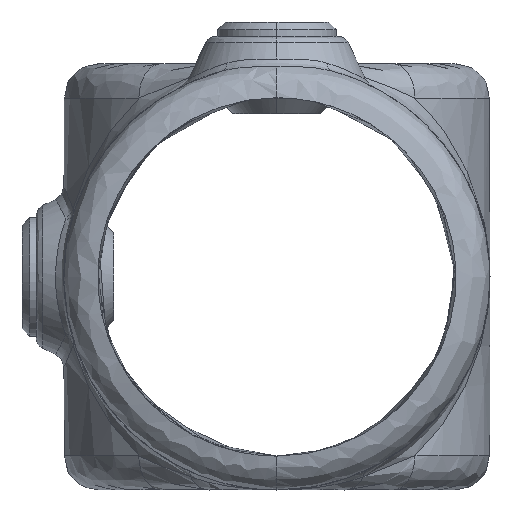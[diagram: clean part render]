
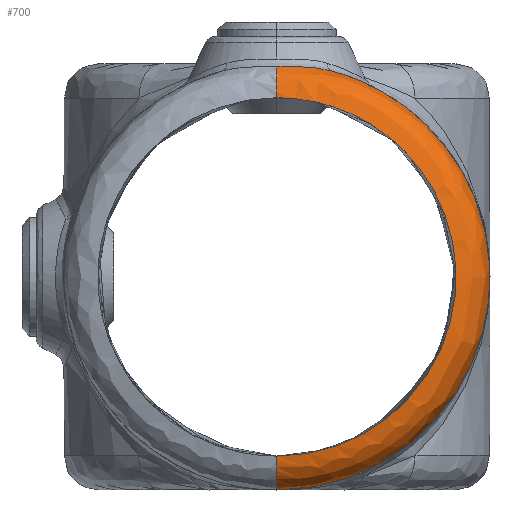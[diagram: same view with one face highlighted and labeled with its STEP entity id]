
A CAD part, left-side view. The second image highlights one B-rep face of the part: STEP entity #700.
In plain terms, the highlighted free-form (B-spline) face has degree [3, 3] with [4, 4] control points.
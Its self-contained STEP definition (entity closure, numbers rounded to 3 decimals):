
#45 =( BOUNDED_CURVE ( )  B_SPLINE_CURVE ( 3, ( #8866, #10081, #5591, #3623 ),
 .UNSPECIFIED., .F., .F. ) 
 B_SPLINE_CURVE_WITH_KNOTS ( ( 4, 4 ),
 ( 0., 1.177 ),
 .UNSPECIFIED. ) 
 CURVE ( )  GEOMETRIC_REPRESENTATION_ITEM ( )  RATIONAL_B_SPLINE_CURVE ( ( 0.957, 0.82, 0.784, 0.852 ) ) 
 REPRESENTATION_ITEM ( '' )  );
#149 = CARTESIAN_POINT ( 'NONE',  ( -63.519, -4.042, 29.098 ) ) ;
#250 = ORIENTED_EDGE ( 'NONE', *, *, #1001, .T. ) ;
#292 = VERTEX_POINT ( 'NONE', #10227 ) ;
#700 = ADVANCED_FACE ( 'NONE', ( #9757 ), #12427, .T. ) ;
#958 = CARTESIAN_POINT ( 'NONE',  ( -66.981, -48.751, -24.376 ) ) ;
#1001 = EDGE_CURVE ( 'NONE', #1046, #2242, #8698, .T. ) ;
#1046 = VERTEX_POINT ( 'NONE', #4691 ) ;
#1160 = CARTESIAN_POINT ( 'NONE',  ( -63.459, -4.274, 29.082 ) ) ;
#1539 = CARTESIAN_POINT ( 'NONE',  ( -64.027, 0., 29.205 ) ) ;
#1571 = CARTESIAN_POINT ( 'NONE',  ( -67., 0., -24.85 ) ) ;
#2242 = VERTEX_POINT ( 'NONE', #1539 ) ;
#2305 = CARTESIAN_POINT ( 'NONE',  ( -63.791, -2.759, 29.163 ) ) ;
#2317 =( BOUNDED_CURVE ( )  B_SPLINE_CURVE ( 3, ( #6017, #4744, #11230, #5877 ),
 .UNSPECIFIED., .F., .F. ) 
 B_SPLINE_CURVE_WITH_KNOTS ( ( 4, 4 ),
 ( -3.142, 0. ),
 .UNSPECIFIED. ) 
 CURVE ( )  GEOMETRIC_REPRESENTATION_ITEM ( )  RATIONAL_B_SPLINE_CURVE ( ( 1., 0.333, 0.333, 1. ) ) 
 REPRESENTATION_ITEM ( '' )  );
#2354 = CARTESIAN_POINT ( 'NONE',  ( -63.888, -2.115, 29.182 ) ) ;
#2415 = CARTESIAN_POINT ( 'NONE',  ( -62.25, -42.545, -29.55 ) ) ;
#3266 =( BOUNDED_CURVE ( )  B_SPLINE_CURVE ( 3, ( #6891, #2415, #6800, #11041 ),
 .UNSPECIFIED., .F., .F. ) 
 B_SPLINE_CURVE_WITH_KNOTS ( ( 4, 4 ),
 ( 0., 2.884 ),
 .UNSPECIFIED. ) 
 CURVE ( )  GEOMETRIC_REPRESENTATION_ITEM ( )  RATIONAL_B_SPLINE_CURVE ( ( 0.957, 0.392, 0.327, 0.762 ) ) 
 REPRESENTATION_ITEM ( '' )  );
#3330 = CARTESIAN_POINT ( 'NONE',  ( -62.25, -7.539, 28.572 ) ) ;
#3375 = CARTESIAN_POINT ( 'NONE',  ( -63.866, -2.276, 29.178 ) ) ;
#3401 = EDGE_CURVE ( 'NONE', #10369, #2242, #45, .T. ) ;
#3623 = CARTESIAN_POINT ( 'NONE',  ( -64.027, 0., 29.205 ) ) ;
#4262 = CARTESIAN_POINT ( 'NONE',  ( -61.776, 0., 29.526 ) ) ;
#4364 = CARTESIAN_POINT ( 'NONE',  ( -63.547, -3.928, 29.106 ) ) ;
#4411 = CARTESIAN_POINT ( 'NONE',  ( -62.781, -6.346, 28.842 ) ) ;
#4561 = CARTESIAN_POINT ( 'NONE',  ( -67., 0., 24.85 ) ) ;
#4581 = VERTEX_POINT ( 'NONE', #1571 ) ;
#4691 = CARTESIAN_POINT ( 'NONE',  ( -62.25, -7.539, 28.572 ) ) ;
#4744 = CARTESIAN_POINT ( 'NONE',  ( -67., -49.7, -24.85 ) ) ;
#5424 = CARTESIAN_POINT ( 'NONE',  ( -61.776, -59.053, -29.526 ) ) ;
#5434 = CARTESIAN_POINT ( 'NONE',  ( -64.027, 0., 29.205 ) ) ;
#5481 = CARTESIAN_POINT ( 'NONE',  ( -63.538, -3.965, 29.103 ) ) ;
#5550 = CARTESIAN_POINT ( 'NONE',  ( -66.971, 0., -27.609 ) ) ;
#5591 = CARTESIAN_POINT ( 'NONE',  ( -65.903, 0., 28.449 ) ) ;
#5877 = CARTESIAN_POINT ( 'NONE',  ( -67., 0., 24.85 ) ) ;
#6017 = CARTESIAN_POINT ( 'NONE',  ( -67., 0., -24.85 ) ) ;
#6343 = CARTESIAN_POINT ( 'NONE',  ( -66.981, 0., -24.376 ) ) ;
#6432 = CARTESIAN_POINT ( 'NONE',  ( -66.981, 0., 24.376 ) ) ;
#6445 = CARTESIAN_POINT ( 'NONE',  ( -63.635, -3.565, 29.129 ) ) ;
#6481 = CARTESIAN_POINT ( 'NONE',  ( -66.981, -48.751, 24.376 ) ) ;
#6494 = CARTESIAN_POINT ( 'NONE',  ( -63.111, -5.429, 28.97 ) ) ;
#6638 = CARTESIAN_POINT ( 'NONE',  ( -63.489, -4.158, 29.09 ) ) ;
#6800 = CARTESIAN_POINT ( 'NONE',  ( -62.25, -56.823, 15.568 ) ) ;
#6858 = ORIENTED_EDGE ( 'NONE', *, *, #7407, .T. ) ;
#6891 = CARTESIAN_POINT ( 'NONE',  ( -62.25, 0., -29.55 ) ) ;
#7407 = EDGE_CURVE ( 'NONE', #292, #1046, #3266, .T. ) ;
#7443 = CARTESIAN_POINT ( 'NONE',  ( -64.98, -59.695, -29.848 ) ) ;
#7492 = CARTESIAN_POINT ( 'NONE',  ( -64.98, 0., 29.848 ) ) ;
#7538 = CARTESIAN_POINT ( 'NONE',  ( -64.98, 0., -29.848 ) ) ;
#7684 = CARTESIAN_POINT ( 'NONE',  ( -62.528, -6.951, 28.727 ) ) ;
#7760 = CARTESIAN_POINT ( 'NONE',  ( -62.25, 0., -29.55 ) ) ;
#8115 = EDGE_CURVE ( 'NONE', #292, #4581, #12083, .T. ) ;
#8600 = CARTESIAN_POINT ( 'NONE',  ( -64.98, -59.695, 29.848 ) ) ;
#8698 = B_SPLINE_CURVE_WITH_KNOTS ( 'NONE', 3,
 ( #3330, #7684, #4411, #6494, #10926, #10977, #9744, #1160, #6638, #149, #5481, #4364, #6445, #8756, #2305, #9837, #14018, #3375, #2354, #9697, #10788, #12999, #5434 ),
 .UNSPECIFIED., .F., .F.,
 ( 4, 2, 2, 2, 1, 2, 2, 2, 2, 2, 2, 4 ),
 ( 0., 0.25, 0.375, 0.438, 0.469, 0.484, 0.5, 0.625, 0.688, 0.719, 0.75, 1. ),
 .UNSPECIFIED. ) ;
#8755 = ORIENTED_EDGE ( 'NONE', *, *, #3401, .F. ) ;
#8756 = CARTESIAN_POINT ( 'NONE',  ( -63.703, -3.242, 29.145 ) ) ;
#8866 = CARTESIAN_POINT ( 'NONE',  ( -67., 0., 24.85 ) ) ;
#9579 = EDGE_CURVE ( 'NONE', #4581, #10369, #2317, .T. ) ;
#9597 = CARTESIAN_POINT ( 'NONE',  ( -67.269, 0., -27.583 ) ) ;
#9671 = EDGE_LOOP ( 'NONE', ( #8755, #13142, #13306, #6858, #250 ) ) ;
#9697 = CARTESIAN_POINT ( 'NONE',  ( -63.898, -2.036, 29.184 ) ) ;
#9744 = CARTESIAN_POINT ( 'NONE',  ( -63.396, -4.505, 29.063 ) ) ;
#9757 = FACE_OUTER_BOUND ( 'NONE', #9671, .T. ) ;
#9837 = CARTESIAN_POINT ( 'NONE',  ( -63.818, -2.598, 29.169 ) ) ;
#10081 = CARTESIAN_POINT ( 'NONE',  ( -66.98, 0., 26.786 ) ) ;
#10227 = CARTESIAN_POINT ( 'NONE',  ( -62.25, 0., -29.55 ) ) ;
#10369 = VERTEX_POINT ( 'NONE', #4561 ) ;
#10788 = CARTESIAN_POINT ( 'NONE',  ( -63.987, -1.302, 29.2 ) ) ;
#10926 = CARTESIAN_POINT ( 'NONE',  ( -63.213, -5.122, 29.005 ) ) ;
#10977 = CARTESIAN_POINT ( 'NONE',  ( -63.352, -4.66, 29.05 ) ) ;
#11041 = CARTESIAN_POINT ( 'NONE',  ( -62.25, -7.539, 28.572 ) ) ;
#11230 = CARTESIAN_POINT ( 'NONE',  ( -67., -49.7, 24.85 ) ) ;
#11811 = CARTESIAN_POINT ( 'NONE',  ( -67.269, 0., 27.583 ) ) ;
#11903 = CARTESIAN_POINT ( 'NONE',  ( -67.269, -55.166, -27.583 ) ) ;
#12083 =( BOUNDED_CURVE ( )  B_SPLINE_CURVE ( 3, ( #7760, #12128, #5550, #13216 ),
 .UNSPECIFIED., .F., .F. ) 
 B_SPLINE_CURVE_WITH_KNOTS ( ( 4, 4 ),
 ( 0., 1.56 ),
 .UNSPECIFIED. ) 
 CURVE ( )  GEOMETRIC_REPRESENTATION_ITEM ( )  RATIONAL_B_SPLINE_CURVE ( ( 0.957, 0.772, 0.772, 0.957 ) ) 
 REPRESENTATION_ITEM ( '' )  );
#12128 = CARTESIAN_POINT ( 'NONE',  ( -65.01, 0., -29.55 ) ) ;
#12427 =( BOUNDED_SURFACE ( )  B_SPLINE_SURFACE ( 3, 3, ( 
 ( #6343, #958, #6481, #6432 ),
 ( #9597, #11903, #13910, #11811 ),
 ( #7538, #7443, #8600, #7492 ),
 ( #13961, #5424, #14054, #4262 ) ),
 .UNSPECIFIED., .F., .F., .F. ) 
 B_SPLINE_SURFACE_WITH_KNOTS ( ( 4, 4 ),
 ( 4, 4 ),
 ( 0., 1. ),
 ( 0., 1. ),
 .UNSPECIFIED. ) 
 GEOMETRIC_REPRESENTATION_ITEM ( )  RATIONAL_B_SPLINE_SURFACE ( (
 ( 1., 0.333, 0.333, 1.),
 ( 0.758, 0.253, 0.253, 0.758),
 ( 0.758, 0.253, 0.253, 0.758),
 ( 1., 0.333, 0.333, 1.) ) ) 
 REPRESENTATION_ITEM ( '' )  SURFACE ( )  );
#12999 = CARTESIAN_POINT ( 'NONE',  ( -64.027, -0.65, 29.205 ) ) ;
#13142 = ORIENTED_EDGE ( 'NONE', *, *, #9579, .F. ) ;
#13216 = CARTESIAN_POINT ( 'NONE',  ( -67., 0., -24.85 ) ) ;
#13306 = ORIENTED_EDGE ( 'NONE', *, *, #8115, .F. ) ;
#13910 = CARTESIAN_POINT ( 'NONE',  ( -67.269, -55.166, 27.583 ) ) ;
#13961 = CARTESIAN_POINT ( 'NONE',  ( -61.776, 0., -29.526 ) ) ;
#14018 = CARTESIAN_POINT ( 'NONE',  ( -63.854, -2.356, 29.176 ) ) ;
#14054 = CARTESIAN_POINT ( 'NONE',  ( -61.776, -59.053, 29.526 ) ) ;
